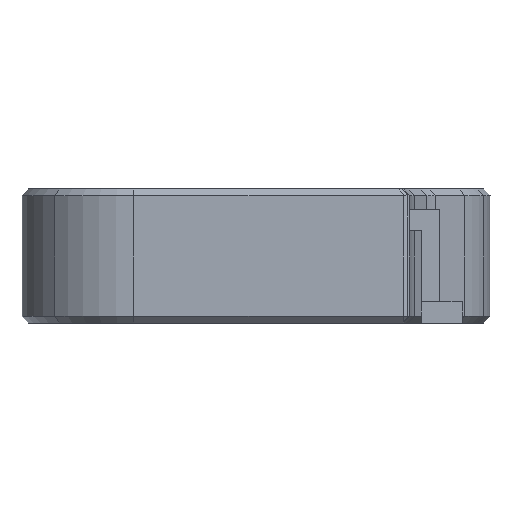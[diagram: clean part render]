
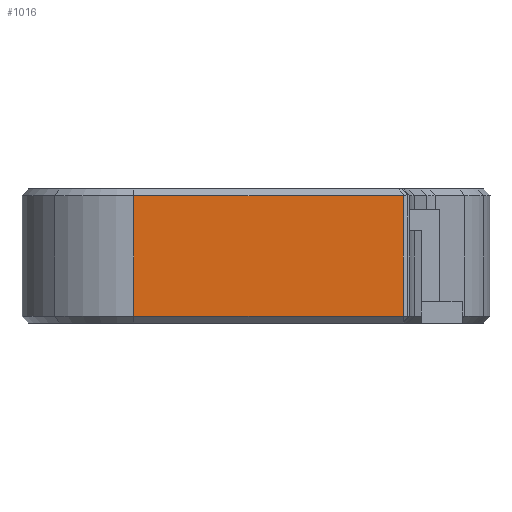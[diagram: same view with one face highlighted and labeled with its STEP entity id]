
A CAD part, front view. The second image highlights one B-rep face of the part: STEP entity #1016.
In plain terms, the highlighted planar face has unit normal (0, -1, 0).
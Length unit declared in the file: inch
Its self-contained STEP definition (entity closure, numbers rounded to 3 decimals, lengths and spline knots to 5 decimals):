
#1016=ADVANCED_FACE('',(#2050),#2051,.F.);
#2050=FACE_OUTER_BOUND('',#3105,.T.);
#2051=PLANE('',#3106);
#3105=EDGE_LOOP('',(#6009,#6010,#6011,#6012));
#3106=AXIS2_PLACEMENT_3D('',#6013,#6014,#6015);
#6009=ORIENTED_EDGE('',*,*,#6861,.F.);
#6010=ORIENTED_EDGE('',*,*,#7122,.F.);
#6011=ORIENTED_EDGE('',*,*,#7276,.F.);
#6012=ORIENTED_EDGE('',*,*,#7215,.F.);
#6013=CARTESIAN_POINT('',(-1.6863,-3.3828,0.44291));
#6014=DIRECTION('',(0.0,1.0,0.0));
#6015=DIRECTION('',(0.,0.0,1.0));
#6861=EDGE_CURVE('',#8446,#8448,#8449,.T.);
#7122=EDGE_CURVE('',#8807,#8446,#8809,.T.);
#7215=EDGE_CURVE('',#8448,#8747,#8922,.T.);
#7276=EDGE_CURVE('',#8747,#8807,#8995,.T.);
#8446=VERTEX_POINT('',#10620);
#8448=VERTEX_POINT('',#10623);
#8449=LINE('',#10624,#10625);
#8747=VERTEX_POINT('',#11108);
#8807=VERTEX_POINT('',#11194);
#8809=LINE('',#11196,#11197);
#8922=LINE('',#11407,#11408);
#8995=LINE('',#11509,#11510);
#10620=CARTESIAN_POINT('',(0.08822,-3.3828,0.02362));
#10623=CARTESIAN_POINT('',(-0.86023,-3.3828,0.02362));
#10624=CARTESIAN_POINT('',(-0.84315,-3.3828,0.02362));
#10625=VECTOR('',#12475,1.0);
#11108=CARTESIAN_POINT('',(-0.86023,-3.3828,0.44882));
#11194=CARTESIAN_POINT('',(0.08822,-3.3828,0.44882));
#11196=CARTESIAN_POINT('',(0.08822,-3.3828,0.21745));
#11197=VECTOR('',#12759,1.0);
#11407=CARTESIAN_POINT('',(-0.86023,-3.3828,0.33958));
#11408=VECTOR('',#12848,1.0);
#11509=CARTESIAN_POINT('',(-1.09977,-3.3828,0.44882));
#11510=VECTOR('',#12931,1.0);
#12475=DIRECTION('',(-1.0,0.0,0.0));
#12759=DIRECTION('',(0.0,0.0,-1.0));
#12848=DIRECTION('',(0.0,0.0,1.0));
#12931=DIRECTION('',(1.0,0.0,0.0));
